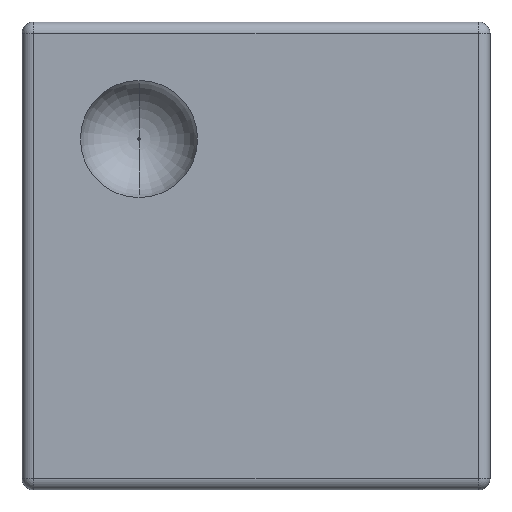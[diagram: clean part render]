
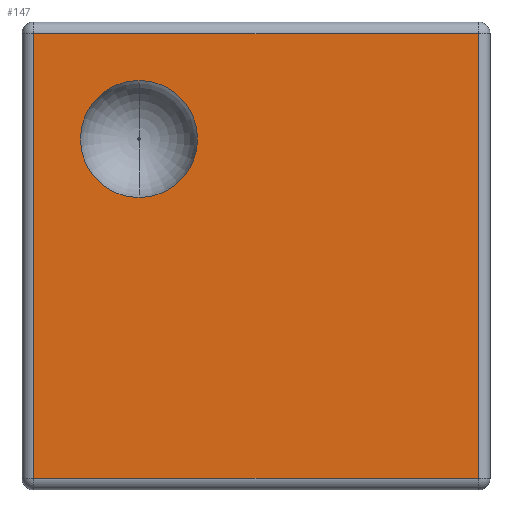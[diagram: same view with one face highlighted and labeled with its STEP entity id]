
A CAD part, front view. The second image highlights one B-rep face of the part: STEP entity #147.
In plain terms, the highlighted planar face has unit normal (0, -1, 0).
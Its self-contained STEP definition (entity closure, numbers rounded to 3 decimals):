
#40 = CARTESIAN_POINT ( 'NONE',  ( -0.95, -0.375, -1. ) ) ;
#147 = ADVANCED_FACE ( 'NONE', ( #1267, #429 ), #2400, .T. ) ;
#155 = AXIS2_PLACEMENT_3D ( 'NONE', #1202, #1869, #3233 ) ;
#300 = ORIENTED_EDGE ( 'NONE', *, *, #1627, .T. ) ;
#303 = EDGE_CURVE ( 'NONE', #2239, #1964, #2375, .T. ) ;
#316 = CARTESIAN_POINT ( 'NONE',  ( -0.95, -0.375, 0.95 ) ) ;
#345 = LINE ( 'NONE', #40, #2881 ) ;
#380 = DIRECTION ( 'NONE',  ( 0., 0., -1. ) ) ;
#429 = FACE_OUTER_BOUND ( 'NONE', #1360, .T. ) ;
#437 = ORIENTED_EDGE ( 'NONE', *, *, #764, .T. ) ;
#534 = CARTESIAN_POINT ( 'NONE',  ( 0.95, -0.375, 1. ) ) ;
#543 = LINE ( 'NONE', #1684, #545 ) ;
#545 = VECTOR ( 'NONE', #2843, 1000. ) ;
#717 = CARTESIAN_POINT ( 'NONE',  ( 0.95, -0.375, -0.95 ) ) ;
#764 = EDGE_CURVE ( 'NONE', #3110, #3498, #2301, .T. ) ;
#791 = VERTEX_POINT ( 'NONE', #1673 ) ;
#795 = CARTESIAN_POINT ( 'NONE',  ( -0.5, -0.375, 0.75 ) ) ;
#955 = AXIS2_PLACEMENT_3D ( 'NONE', #2191, #3582, #1535 ) ;
#1057 = EDGE_CURVE ( 'NONE', #1964, #2239, #3248, .T. ) ;
#1093 = DIRECTION ( 'NONE',  ( 0., 0., 1. ) ) ;
#1104 = CARTESIAN_POINT ( 'NONE',  ( 0.95, -0.375, 0.95 ) ) ;
#1202 = CARTESIAN_POINT ( 'NONE',  ( -0.5, -0.375, 0.5 ) ) ;
#1267 = FACE_BOUND ( 'NONE', #3004, .T. ) ;
#1360 = EDGE_LOOP ( 'NONE', ( #1687, #300, #3707, #437 ) ) ;
#1535 = DIRECTION ( 'NONE',  ( 0., 0., -1. ) ) ;
#1564 = DIRECTION ( 'NONE',  ( 0., -1., 0. ) ) ;
#1627 = EDGE_CURVE ( 'NONE', #2451, #791, #345, .T. ) ;
#1673 = CARTESIAN_POINT ( 'NONE',  ( -0.95, -0.375, -0.95 ) ) ;
#1684 = CARTESIAN_POINT ( 'NONE',  ( -1., -0.375, 0.95 ) ) ;
#1687 = ORIENTED_EDGE ( 'NONE', *, *, #2362, .T. ) ;
#1704 = DIRECTION ( 'NONE',  ( 1., 0., 0. ) ) ;
#1762 = AXIS2_PLACEMENT_3D ( 'NONE', #2728, #1564, #3554 ) ;
#1869 = DIRECTION ( 'NONE',  ( 0., -1., 0. ) ) ;
#1964 = VERTEX_POINT ( 'NONE', #2292 ) ;
#2107 = VECTOR ( 'NONE', #1704, 1000. ) ;
#2152 = ORIENTED_EDGE ( 'NONE', *, *, #303, .F. ) ;
#2191 = CARTESIAN_POINT ( 'NONE',  ( -0.5, -0.375, 0.5 ) ) ;
#2239 = VERTEX_POINT ( 'NONE', #795 ) ;
#2277 = EDGE_CURVE ( 'NONE', #791, #3110, #3107, .T. ) ;
#2292 = CARTESIAN_POINT ( 'NONE',  ( -0.5, -0.375, 0.25 ) ) ;
#2301 = LINE ( 'NONE', #534, #2820 ) ;
#2362 = EDGE_CURVE ( 'NONE', #3498, #2451, #543, .T. ) ;
#2375 = CIRCLE ( 'NONE', #155, 0.25 ) ;
#2400 = PLANE ( 'NONE',  #1762 ) ;
#2451 = VERTEX_POINT ( 'NONE', #316 ) ;
#2728 = CARTESIAN_POINT ( 'NONE',  ( 1., -0.375, -1. ) ) ;
#2820 = VECTOR ( 'NONE', #1093, 1000. ) ;
#2843 = DIRECTION ( 'NONE',  ( -1., 0., 0. ) ) ;
#2881 = VECTOR ( 'NONE', #380, 1000. ) ;
#3004 = EDGE_LOOP ( 'NONE', ( #2152, #3212 ) ) ;
#3107 = LINE ( 'NONE', #3361, #2107 ) ;
#3110 = VERTEX_POINT ( 'NONE', #717 ) ;
#3212 = ORIENTED_EDGE ( 'NONE', *, *, #1057, .F. ) ;
#3233 = DIRECTION ( 'NONE',  ( 0., 0., -1. ) ) ;
#3248 = CIRCLE ( 'NONE', #955, 0.25 ) ;
#3361 = CARTESIAN_POINT ( 'NONE',  ( 1., -0.375, -0.95 ) ) ;
#3498 = VERTEX_POINT ( 'NONE', #1104 ) ;
#3554 = DIRECTION ( 'NONE',  ( 0., 0., -1. ) ) ;
#3582 = DIRECTION ( 'NONE',  ( 0., -1., 0. ) ) ;
#3707 = ORIENTED_EDGE ( 'NONE', *, *, #2277, .T. ) ;
